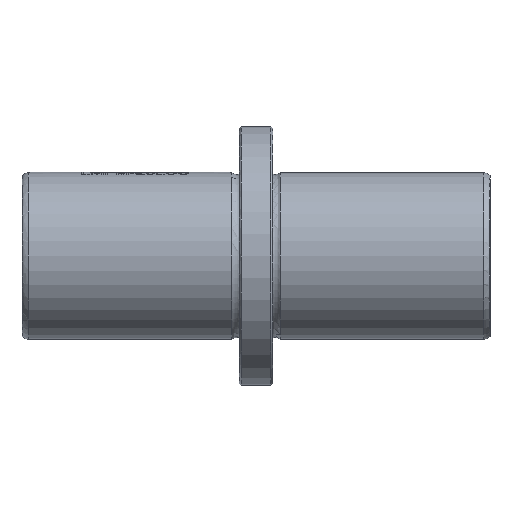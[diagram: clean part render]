
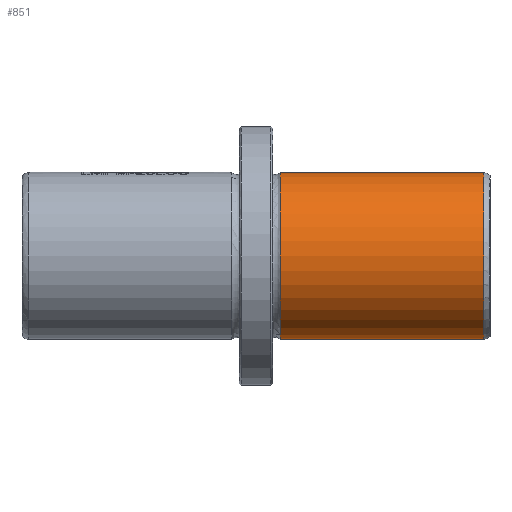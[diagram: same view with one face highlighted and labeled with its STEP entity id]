
A CAD part, front view. The second image highlights one B-rep face of the part: STEP entity #851.
In plain terms, the highlighted cylindrical face has radius 20 mm (diameter 40 mm), a full revolution.
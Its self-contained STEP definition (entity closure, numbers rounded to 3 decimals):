
#851=ADVANCED_FACE('',(#1842,#1843),#1240,.T.);
#1240=CYLINDRICAL_SURFACE('',#7544,20.);
#1842=FACE_BOUND('',#1958,.T.);
#1843=FACE_BOUND('',#1959,.T.);
#1958=EDGE_LOOP('',(#2819,#2820));
#1959=EDGE_LOOP('',(#2821,#2822));
#2397=CIRCLE('',#7532,20.);
#2398=CIRCLE('',#7533,20.);
#2401=CIRCLE('',#7542,20.);
#2402=CIRCLE('',#7543,20.);
#2819=ORIENTED_EDGE('',*,*,#5574,.T.);
#2820=ORIENTED_EDGE('',*,*,#5573,.T.);
#2821=ORIENTED_EDGE('',*,*,#5585,.F.);
#2822=ORIENTED_EDGE('',*,*,#5586,.F.);
#4857=VERTEX_POINT('',#11381);
#4858=VERTEX_POINT('',#11382);
#4869=VERTEX_POINT('',#11483);
#4870=VERTEX_POINT('',#11484);
#5573=EDGE_CURVE('',#4857,#4858,#2397,.T.);
#5574=EDGE_CURVE('',#4858,#4857,#2398,.T.);
#5585=EDGE_CURVE('',#4869,#4870,#2401,.T.);
#5586=EDGE_CURVE('',#4870,#4869,#2402,.T.);
#7532=AXIS2_PLACEMENT_3D('',#11380,#8189,#8190);
#7533=AXIS2_PLACEMENT_3D('',#11383,#8191,#8192);
#7542=AXIS2_PLACEMENT_3D('',#11482,#8209,#8210);
#7543=AXIS2_PLACEMENT_3D('',#11485,#8211,#8212);
#7544=AXIS2_PLACEMENT_3D('',#11486,#8213,#8214);
#8189=DIRECTION('',(-1.,0.,0.));
#8190=DIRECTION('',(0.,0.,1.));
#8191=DIRECTION('',(-1.,0.,0.));
#8192=DIRECTION('',(0.,0.,1.));
#8209=DIRECTION('',(-1.,0.,0.));
#8210=DIRECTION('',(0.,0.,1.));
#8211=DIRECTION('',(-1.,0.,0.));
#8212=DIRECTION('',(0.,0.,1.));
#8213=DIRECTION('',(1.,0.,0.));
#8214=DIRECTION('',(0.,0.,-1.));
#11380=CARTESIAN_POINT('',(58.502,0.,0.));
#11381=CARTESIAN_POINT('',(58.502,0.,20.));
#11382=CARTESIAN_POINT('',(58.502,0.,-20.));
#11383=CARTESIAN_POINT('',(58.502,0.,0.));
#11482=CARTESIAN_POINT('',(9.823,0.,0.));
#11483=CARTESIAN_POINT('',(9.823,0.,20.));
#11484=CARTESIAN_POINT('',(9.823,0.,-20.));
#11485=CARTESIAN_POINT('',(9.823,0.,0.));
#11486=CARTESIAN_POINT('',(9.823,0.,0.));
